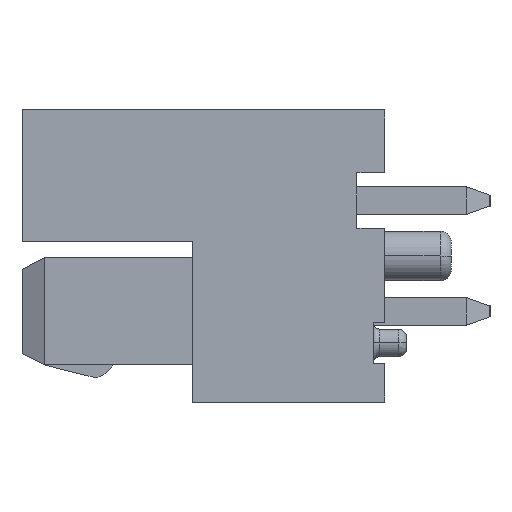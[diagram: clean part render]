
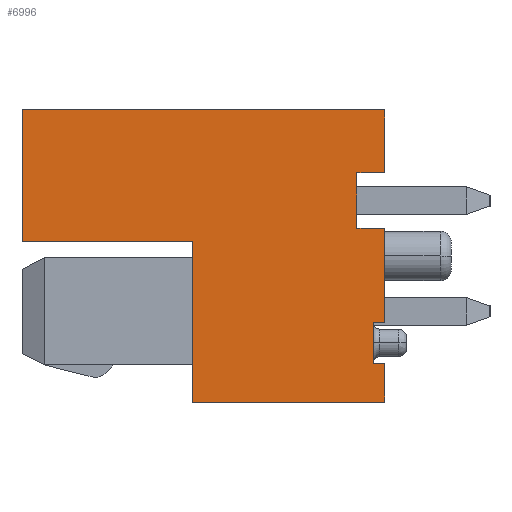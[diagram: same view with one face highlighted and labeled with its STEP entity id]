
A CAD part, left-side view. The second image highlights one B-rep face of the part: STEP entity #6996.
In plain terms, the highlighted planar face has unit normal (-1, 0, 0).
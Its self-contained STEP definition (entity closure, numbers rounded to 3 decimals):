
#149=CARTESIAN_POINT('',(-10.785,-0.19,-2.635));
#150=VERTEX_POINT('',#149);
#157=CARTESIAN_POINT('',(-10.785,3.27,-2.635));
#158=VERTEX_POINT('',#157);
#159=CARTESIAN_POINT('',(-10.785,-0.19,-2.635));
#160=DIRECTION('',(0.,1.,0.));
#161=VECTOR('',#160,3.46);
#162=LINE('',#159,#161);
#163=EDGE_CURVE('',#150,#158,#162,.T.);
#4672=CARTESIAN_POINT('',(-10.785,-0.19,-1.935));
#4673=VERTEX_POINT('',#4672);
#4674=CARTESIAN_POINT('',(-10.785,-0.19,-1.935));
#4675=DIRECTION('',(0.,0.,-1.));
#4676=VECTOR('',#4675,0.7);
#4677=LINE('',#4674,#4676);
#4678=EDGE_CURVE('',#4673,#150,#4677,.T.);
#4713=CARTESIAN_POINT('',(-10.785,-0.19,0.5));
#4714=VERTEX_POINT('',#4713);
#4721=CARTESIAN_POINT('',(-10.785,-0.19,-1.2));
#4722=VERTEX_POINT('',#4721);
#4723=CARTESIAN_POINT('',(-10.785,-0.19,0.5));
#4724=DIRECTION('',(0.,0.,-1.));
#4725=VECTOR('',#4724,1.7);
#4726=LINE('',#4723,#4725);
#4727=EDGE_CURVE('',#4714,#4722,#4726,.T.);
#4743=CARTESIAN_POINT('',(-10.785,0.31,1.5));
#4744=VERTEX_POINT('',#4743);
#4761=CARTESIAN_POINT('',(-10.785,-0.19,1.5));
#4762=VERTEX_POINT('',#4761);
#4769=CARTESIAN_POINT('',(-10.785,-0.19,1.5));
#4770=DIRECTION('',(0.,1.,0.));
#4771=VECTOR('',#4770,0.5);
#4772=LINE('',#4769,#4771);
#4773=EDGE_CURVE('',#4762,#4744,#4772,.T.);
#4783=CARTESIAN_POINT('',(-10.785,0.01,-1.935));
#4784=VERTEX_POINT('',#4783);
#4801=CARTESIAN_POINT('',(-10.785,0.01,-1.2));
#4802=VERTEX_POINT('',#4801);
#4809=CARTESIAN_POINT('',(-10.785,0.01,-1.2));
#4810=DIRECTION('',(0.,0.,-1.));
#4811=VECTOR('',#4810,0.735);
#4812=LINE('',#4809,#4811);
#4813=EDGE_CURVE('',#4802,#4784,#4812,.T.);
#4851=CARTESIAN_POINT('',(-10.785,-0.19,-1.2));
#4852=DIRECTION('',(0.,1.,0.));
#4853=VECTOR('',#4852,0.2);
#4854=LINE('',#4851,#4853);
#4855=EDGE_CURVE('',#4722,#4802,#4854,.T.);
#4900=CARTESIAN_POINT('',(-10.785,0.31,0.5));
#4901=VERTEX_POINT('',#4900);
#4908=CARTESIAN_POINT('',(-10.785,0.31,0.5));
#4909=DIRECTION('',(0.,-1.,0.));
#4910=VECTOR('',#4909,0.5);
#4911=LINE('',#4908,#4910);
#4912=EDGE_CURVE('',#4901,#4714,#4911,.T.);
#4925=CARTESIAN_POINT('',(-10.785,0.01,-1.935));
#4926=DIRECTION('',(0.,-1.,0.));
#4927=VECTOR('',#4926,0.2);
#4928=LINE('',#4925,#4927);
#4929=EDGE_CURVE('',#4784,#4673,#4928,.T.);
#5161=CARTESIAN_POINT('',(-10.785,3.27,0.254));
#5162=VERTEX_POINT('',#5161);
#5169=CARTESIAN_POINT('',(-10.785,6.35,0.254));
#5170=VERTEX_POINT('',#5169);
#5171=CARTESIAN_POINT('',(-10.785,3.27,0.254));
#5172=DIRECTION('',(0.,1.,0.));
#5173=VECTOR('',#5172,3.08);
#5174=LINE('',#5171,#5173);
#5175=EDGE_CURVE('',#5162,#5170,#5174,.T.);
#6483=CARTESIAN_POINT('',(-10.785,0.31,1.5));
#6484=DIRECTION('',(0.,0.,-1.));
#6485=VECTOR('',#6484,1.);
#6486=LINE('',#6483,#6485);
#6487=EDGE_CURVE('',#4744,#4901,#6486,.T.);
#6940=CARTESIAN_POINT('',(-10.785,-0.19,2.635));
#6941=VERTEX_POINT('',#6940);
#6948=CARTESIAN_POINT('',(-10.785,-0.19,1.5));
#6949=DIRECTION('',(0.,0.,1.));
#6950=VECTOR('',#6949,1.135);
#6951=LINE('',#6948,#6950);
#6952=EDGE_CURVE('',#4762,#6941,#6951,.T.);
#6958=CARTESIAN_POINT('',(-10.785,3.08,0.));
#6959=DIRECTION('',(0.,0.,1.));
#6960=DIRECTION('',(-1.,0.,0.));
#6961=AXIS2_PLACEMENT_3D('',#6958,#6960,#6959);
#6962=PLANE('',#6961);
#6963=ORIENTED_EDGE('',*,*,#4855,.F.);
#6964=ORIENTED_EDGE('',*,*,#4727,.F.);
#6965=ORIENTED_EDGE('',*,*,#4912,.F.);
#6966=ORIENTED_EDGE('',*,*,#6487,.F.);
#6967=ORIENTED_EDGE('',*,*,#4773,.F.);
#6968=ORIENTED_EDGE('',*,*,#6952,.T.);
#6969=CARTESIAN_POINT('',(-10.785,6.35,2.635));
#6970=VERTEX_POINT('',#6969);
#6971=CARTESIAN_POINT('',(-10.785,6.35,2.635));
#6972=DIRECTION('',(0.,-1.,0.));
#6973=VECTOR('',#6972,6.54);
#6974=LINE('',#6971,#6973);
#6975=EDGE_CURVE('',#6970,#6941,#6974,.T.);
#6976=ORIENTED_EDGE('',*,*,#6975,.F.);
#6977=CARTESIAN_POINT('',(-10.785,6.35,0.254));
#6978=DIRECTION('',(0.,0.,1.));
#6979=VECTOR('',#6978,2.381);
#6980=LINE('',#6977,#6979);
#6981=EDGE_CURVE('',#5170,#6970,#6980,.T.);
#6982=ORIENTED_EDGE('',*,*,#6981,.F.);
#6983=ORIENTED_EDGE('',*,*,#5175,.F.);
#6984=CARTESIAN_POINT('',(-10.785,3.27,0.254));
#6985=DIRECTION('',(0.,0.,-1.));
#6986=VECTOR('',#6985,2.889);
#6987=LINE('',#6984,#6986);
#6988=EDGE_CURVE('',#5162,#158,#6987,.T.);
#6989=ORIENTED_EDGE('',*,*,#6988,.T.);
#6990=ORIENTED_EDGE('',*,*,#163,.F.);
#6991=ORIENTED_EDGE('',*,*,#4678,.F.);
#6992=ORIENTED_EDGE('',*,*,#4929,.F.);
#6993=ORIENTED_EDGE('',*,*,#4813,.F.);
#6994=EDGE_LOOP('',(#6963,#6964,#6965,#6966,#6967,#6968,#6976,#6982,#6983,#6989,#6990,#6991,#6992,#6993));
#6995=FACE_OUTER_BOUND('',#6994,.T.);
#6996=ADVANCED_FACE('',(#6995),#6962,.T.);
